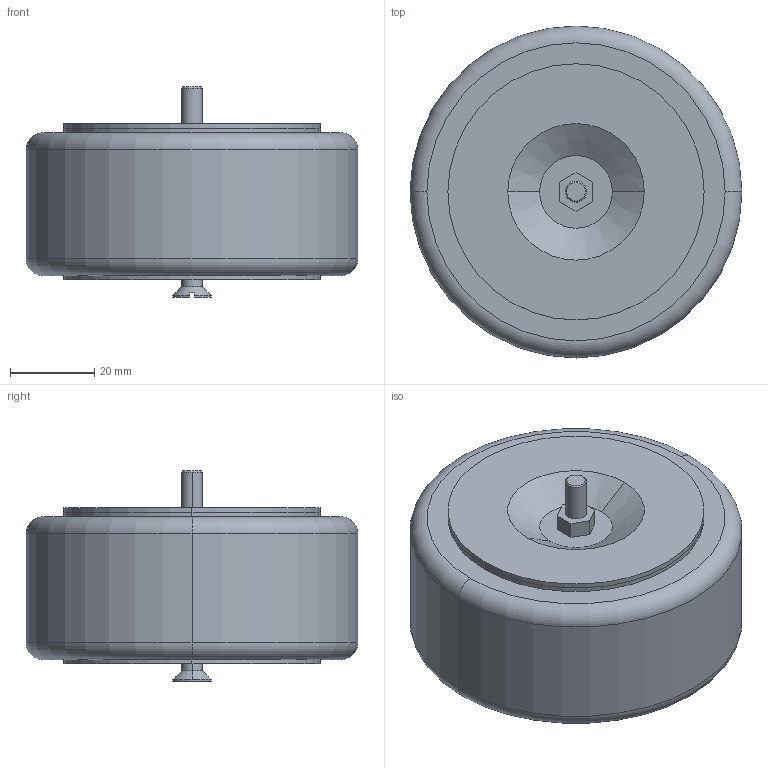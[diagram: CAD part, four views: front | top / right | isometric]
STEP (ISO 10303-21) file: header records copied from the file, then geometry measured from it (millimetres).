
FILE_DESCRIPTION((''),'2;1');
FILE_NAME('XFMR_COMATEC_TTR.0041.385.CRN.01.stp','2012-03-19T09:41:36',(''),(''),'Mechanical Desktop 2011','Mechanical Desktop 2011',', , ');
FILE_SCHEMA(('AUTOMOTIVE_DESIGN { 1 2 10303 214 1 1 1 1 }'));
Length unit declared in the file: millimetre
Products named in the file (1): Product
Bounding box: 79 x 79 x 50 mm (x, y, z)
Volume: 155000.8 mm3; surface area: 38708.2 mm2
Topology: 6 solids, 6 shells, 74 faces, 156 edges, 100 vertices
Faces by surface type: plane 24, cylinder 20, cone 12, bspline 10, torus 8
Entity records: 2162 total; most frequent: CARTESIAN_POINT 453, DIRECTION 372, ORIENTED_EDGE 312, EDGE_CURVE 156, AXIS2_PLACEMENT_3D 155, VERTEX_POINT 100, CIRCLE 90, EDGE_LOOP 90
